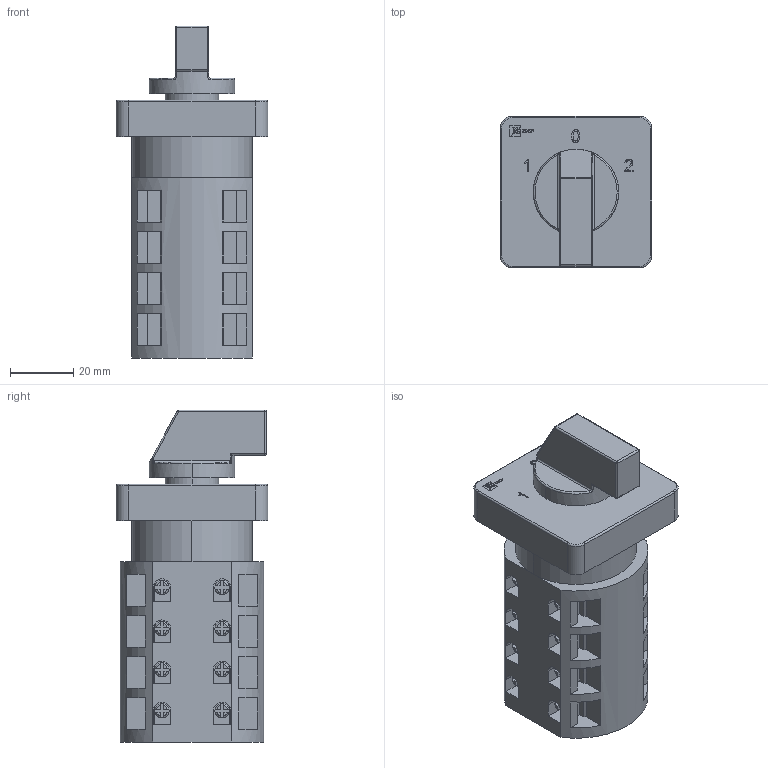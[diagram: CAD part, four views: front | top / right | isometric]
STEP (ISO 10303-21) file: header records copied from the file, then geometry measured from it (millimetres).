
FILE_DESCRIPTION (( 'STEP AP203' ), '1' );
FILE_NAME ('ﾏﾊ-1-24 25ﾀ 4ﾐ (pk-1-24-25).STEP', '2018-09-04T06:47:37', ( '' ), ( '' ), 'SwSTEP 2.0', 'SolidWorks 2017', '' );
FILE_SCHEMA (( 'CONFIG_CONTROL_DESIGN' ));
Length unit declared in the file: millimetre
Products named in the file (1): ﾏﾊ-1-24 25ﾀ 4ﾐ (pk-1-24-25)
Bounding box: 48 x 48 x 105 mm (x, y, z)
Volume: 126780.6 mm3; surface area: 25262.2 mm2
Topology: 1 solids, 1 shells, 720 faces, 2011 edges, 1309 vertices
Faces by surface type: plane 491, cylinder 109, torus 71, bspline 43, sphere 6
Entity records: 25363 total; most frequent: CARTESIAN_POINT 6891, ORIENTED_EDGE 4014, DIRECTION 3617, EDGE_CURVE 2007, VERTEX_POINT 1309, VECTOR 1307, LINE 1307, AXIS2_PLACEMENT_3D 1155
